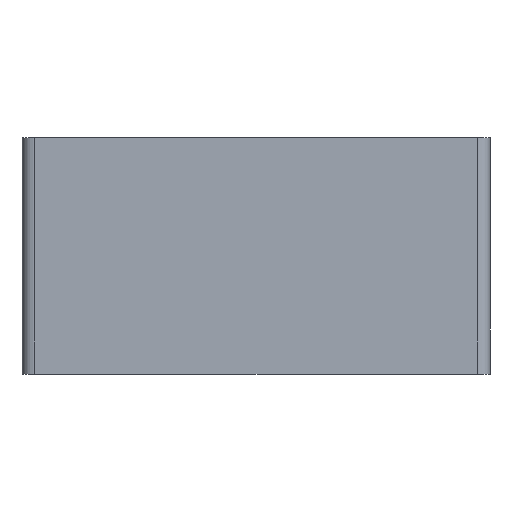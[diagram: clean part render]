
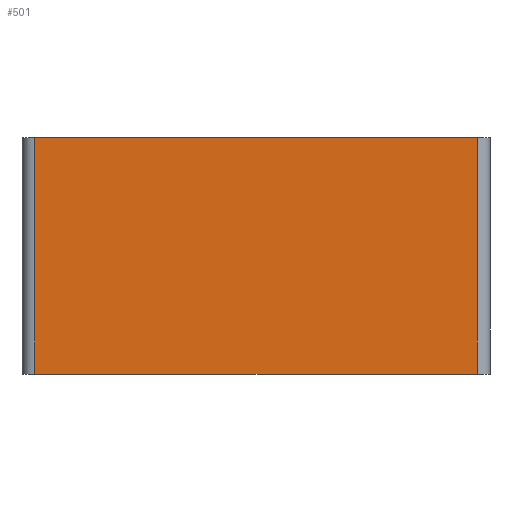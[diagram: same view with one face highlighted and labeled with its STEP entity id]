
A CAD part, top view. The second image highlights one B-rep face of the part: STEP entity #501.
In plain terms, the highlighted planar face has unit normal (0, 0, 1).
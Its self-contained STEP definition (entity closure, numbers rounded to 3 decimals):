
#481=AXIS2_PLACEMENT_3D('Plane Axis2P3D',#478,#479,#480) ;
#82=CARTESIAN_POINT('Vertex',(17.71,9.2,10.3)) ;
#85=CARTESIAN_POINT('Line Origine',(17.71,4.6,10.3)) ;
#89=CARTESIAN_POINT('Vertex',(17.71,0.,10.3)) ;
#177=CARTESIAN_POINT('Line Origine',(9.105,0.,10.3)) ;
#181=CARTESIAN_POINT('Vertex',(0.5,0.,10.3)) ;
#478=CARTESIAN_POINT('Axis2P3D Location',(4.9,9.2,10.3)) ;
#483=CARTESIAN_POINT('Line Origine',(9.105,9.2,10.3)) ;
#487=CARTESIAN_POINT('Vertex',(0.5,9.2,10.3)) ;
#490=CARTESIAN_POINT('Line Origine',(0.5,4.6,10.3)) ;
#86=DIRECTION('Vector Direction',(0.,-1.,0.)) ;
#178=DIRECTION('Vector Direction',(1.,0.,0.)) ;
#479=DIRECTION('Axis2P3D Direction',(-0.,0.,1.)) ;
#480=DIRECTION('Axis2P3D XDirection',(0.,-1.,0.)) ;
#484=DIRECTION('Vector Direction',(1.,0.,0.)) ;
#491=DIRECTION('Vector Direction',(0.,1.,0.)) ;
#87=VECTOR('Line Direction',#86,1.) ;
#179=VECTOR('Line Direction',#178,1.) ;
#485=VECTOR('Line Direction',#484,1.) ;
#492=VECTOR('Line Direction',#491,1.) ;
#496=ORIENTED_EDGE('',*,*,#489,.F.) ;
#497=ORIENTED_EDGE('',*,*,#494,.F.) ;
#498=ORIENTED_EDGE('',*,*,#183,.T.) ;
#499=ORIENTED_EDGE('',*,*,#91,.T.) ;
#501=ADVANCED_FACE('Housing',(#500),#482,.T.) ;
#91=EDGE_CURVE('',#90,#83,#88,.F.) ;
#183=EDGE_CURVE('',#182,#90,#180,.T.) ;
#489=EDGE_CURVE('',#488,#83,#486,.T.) ;
#494=EDGE_CURVE('',#182,#488,#493,.T.) ;
#495=EDGE_LOOP('',(#496,#497,#498,#499)) ;
#500=FACE_OUTER_BOUND('',#495,.T.) ;
#88=LINE('Line',#85,#87) ;
#180=LINE('Line',#177,#179) ;
#486=LINE('Line',#483,#485) ;
#493=LINE('Line',#490,#492) ;
#482=PLANE('',#481) ;
#83=VERTEX_POINT('',#82) ;
#90=VERTEX_POINT('',#89) ;
#182=VERTEX_POINT('',#181) ;
#488=VERTEX_POINT('',#487) ;
